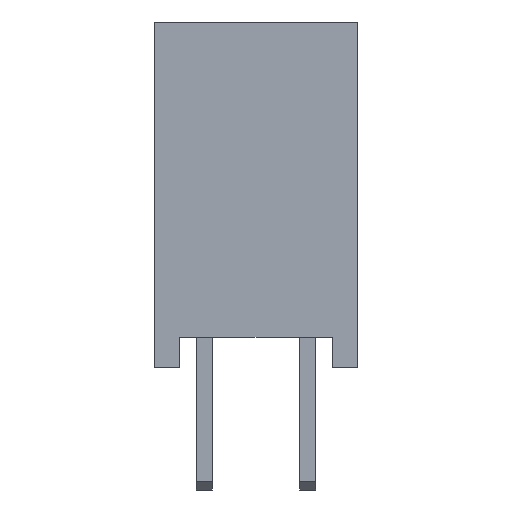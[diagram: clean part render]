
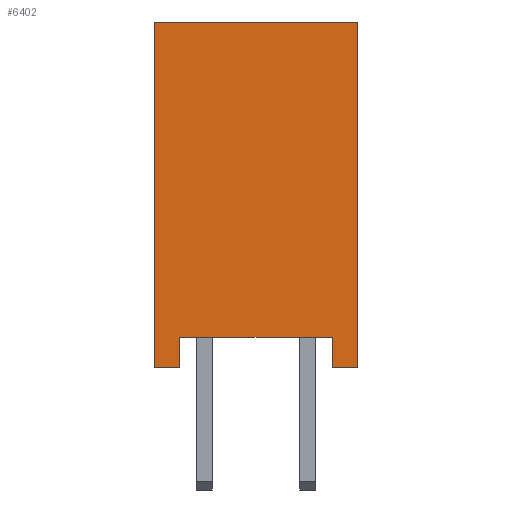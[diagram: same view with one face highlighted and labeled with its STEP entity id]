
A CAD part, front view. The second image highlights one B-rep face of the part: STEP entity #6402.
In plain terms, the highlighted planar face has unit normal (0, -1, 0).
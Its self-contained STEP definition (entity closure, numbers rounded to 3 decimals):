
#120=FACE_OUTER_BOUND('',#518,.T.);
#518=EDGE_LOOP('',(#4327,#4328,#4329,#4330,#4331,#4332,#4333,#4334));
#951=LINE('',#9012,#1851);
#975=LINE('',#9064,#1875);
#976=LINE('',#9066,#1876);
#977=LINE('',#9068,#1877);
#978=LINE('',#9070,#1878);
#979=LINE('',#9072,#1879);
#980=LINE('',#9073,#1880);
#981=LINE('',#9074,#1881);
#1851=VECTOR('',#7303,10.);
#1875=VECTOR('',#7353,10.);
#1876=VECTOR('',#7354,10.);
#1877=VECTOR('',#7355,10.);
#1878=VECTOR('',#7356,10.);
#1879=VECTOR('',#7357,10.);
#1880=VECTOR('',#7358,10.);
#1881=VECTOR('',#7359,10.);
#2730=VERTEX_POINT('',#9005);
#2733=VERTEX_POINT('',#9010);
#2747=VERTEX_POINT('',#9062);
#2748=VERTEX_POINT('',#9063);
#2749=VERTEX_POINT('',#9065);
#2750=VERTEX_POINT('',#9067);
#2751=VERTEX_POINT('',#9069);
#2752=VERTEX_POINT('',#9071);
#3327=EDGE_CURVE('',#2730,#2733,#951,.T.);
#3351=EDGE_CURVE('',#2747,#2748,#975,.T.);
#3352=EDGE_CURVE('',#2748,#2749,#976,.T.);
#3353=EDGE_CURVE('',#2749,#2750,#977,.T.);
#3354=EDGE_CURVE('',#2750,#2751,#978,.T.);
#3355=EDGE_CURVE('',#2751,#2752,#979,.T.);
#3356=EDGE_CURVE('',#2752,#2730,#980,.T.);
#3357=EDGE_CURVE('',#2733,#2747,#981,.T.);
#4327=ORIENTED_EDGE('',*,*,#3351,.T.);
#4328=ORIENTED_EDGE('',*,*,#3352,.T.);
#4329=ORIENTED_EDGE('',*,*,#3353,.T.);
#4330=ORIENTED_EDGE('',*,*,#3354,.T.);
#4331=ORIENTED_EDGE('',*,*,#3355,.T.);
#4332=ORIENTED_EDGE('',*,*,#3356,.T.);
#4333=ORIENTED_EDGE('',*,*,#3327,.T.);
#4334=ORIENTED_EDGE('',*,*,#3357,.T.);
#6006=PLANE('',#6838);
#6402=ADVANCED_FACE('',(#120),#6006,.T.);
#6838=AXIS2_PLACEMENT_3D('',#9061,#7351,#7352);
#7303=DIRECTION('',(-1.,0.,0.));
#7351=DIRECTION('center_axis',(0.,-1.,0.));
#7352=DIRECTION('ref_axis',(0.,0.,-1.));
#7353=DIRECTION('',(1.,0.,0.));
#7354=DIRECTION('',(0.,0.,1.));
#7355=DIRECTION('',(1.,0.,0.));
#7356=DIRECTION('',(0.,0.,-1.));
#7357=DIRECTION('',(1.,0.,0.));
#7358=DIRECTION('',(0.,0.,1.));
#7359=DIRECTION('',(0.,0.,-1.));
#9005=CARTESIAN_POINT('',(2.5,-11.43,8.5));
#9010=CARTESIAN_POINT('',(-2.5,-11.43,8.5));
#9012=CARTESIAN_POINT('',(-2.5,-11.43,8.5));
#9061=CARTESIAN_POINT('Origin',(0.,-11.43,4.25));
#9062=CARTESIAN_POINT('',(-2.5,-11.43,0.));
#9063=CARTESIAN_POINT('',(-1.875,-11.43,0.));
#9064=CARTESIAN_POINT('',(-1.875,-11.43,0.));
#9065=CARTESIAN_POINT('',(-1.875,-11.43,0.75));
#9066=CARTESIAN_POINT('',(-1.875,-11.43,0.));
#9067=CARTESIAN_POINT('',(1.875,-11.43,0.75));
#9068=CARTESIAN_POINT('',(-1.875,-11.43,0.75));
#9069=CARTESIAN_POINT('',(1.875,-11.43,0.));
#9070=CARTESIAN_POINT('',(1.875,-11.43,0.));
#9071=CARTESIAN_POINT('',(2.5,-11.43,0.));
#9072=CARTESIAN_POINT('',(1.875,-11.43,0.));
#9073=CARTESIAN_POINT('',(2.5,-11.43,8.5));
#9074=CARTESIAN_POINT('',(-2.5,-11.43,0.));
